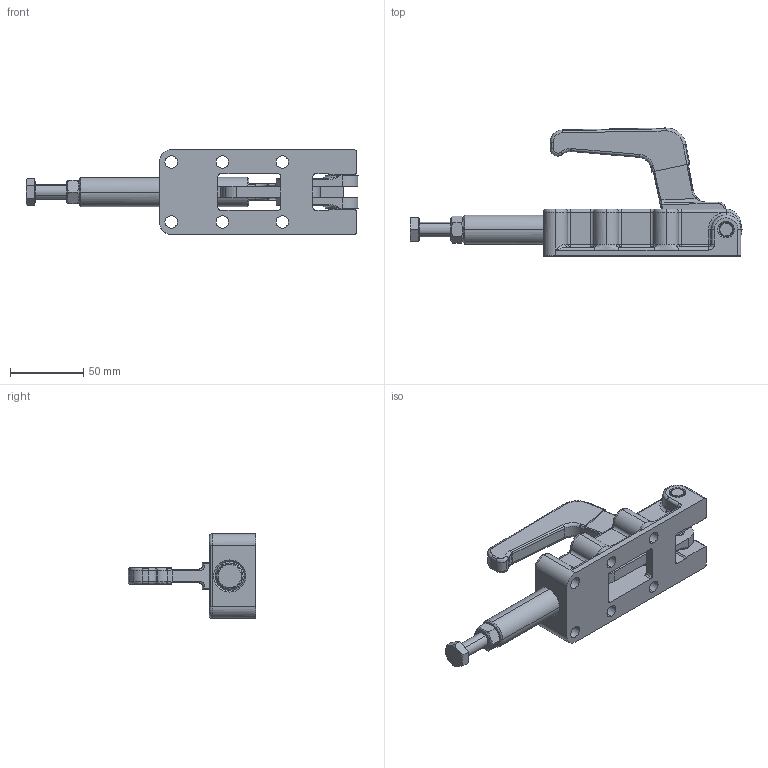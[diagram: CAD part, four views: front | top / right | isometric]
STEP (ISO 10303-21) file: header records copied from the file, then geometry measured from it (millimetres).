
FILE_DESCRIPTION((''),'2;1');
FILE_NAME('CP85.stp','2011-01-20T14:51:34',('carl'),(''),'Autodesk Inventor 8','Autodesk Inventor 8','');
FILE_SCHEMA(('AUTOMOTIVE_DESIGN { 1 0 10303 214 1 1 1 1 }'));
Length unit declared in the file: millimetre
Products named in the file (8): CP85; CP85 BODY; CP85 HANDLE ASSEMBLY; CP85 PLUNGER ASSEMBLY; CP85 LINK; CP85 GRIP; ISO 4017  (Regular Thread) M10 x 75; ISO 4032 - M10
Assembly tree (7 placements, depth 2):
  CP85
    CP85 BODY
    CP85 HANDLE ASSEMBLY
    CP85 PLUNGER ASSEMBLY
    CP85 LINK
    CP85 GRIP
    ISO 4017  (Regular Thread) M10 x 75
    ISO 4032 - M10
Bounding box: 227.3 x 87.61 x 58.19 mm (x, y, z)
Volume: 208602.3 mm3; surface area: 81756.4 mm2
Topology: 7 solids, 7 shells, 935 faces, 2342 edges, 1406 vertices
Faces by surface type: cylinder 377, plane 335, bspline 149, cone 74
Entity records: 71523 total; most frequent: CARTESIAN_POINT 50913, ORIENTED_EDGE 4640, DIRECTION 3965, EDGE_CURVE 2320, AXIS2_PLACEMENT_3D 1505, VERTEX_POINT 1406, EDGE_LOOP 972, VECTOR 955
